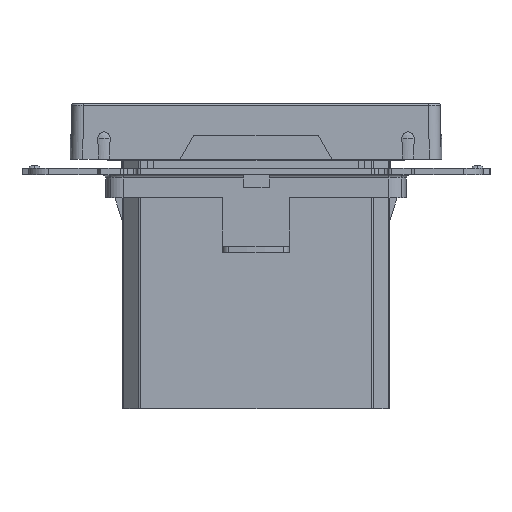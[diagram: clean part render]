
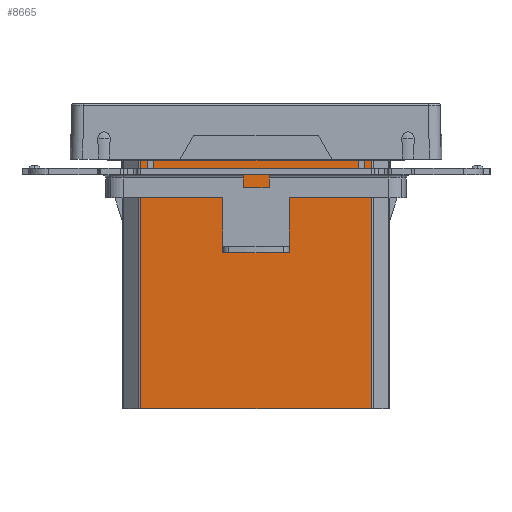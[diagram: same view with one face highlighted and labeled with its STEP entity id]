
A CAD part, left-side view. The second image highlights one B-rep face of the part: STEP entity #8665.
In plain terms, the highlighted face is planar.
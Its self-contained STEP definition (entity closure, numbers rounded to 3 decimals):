
#111 = LINE ( 'NONE', #10093, #12513 ) ;
#308 = VERTEX_POINT ( 'NONE', #18442 ) ;
#366 = ORIENTED_EDGE ( 'NONE', *, *, #6272, .F. ) ;
#396 = ORIENTED_EDGE ( 'NONE', *, *, #10164, .F. ) ;
#488 = CARTESIAN_POINT ( 'NONE',  ( -5.958, 14.908, 8.55 ) ) ;
#674 = VERTEX_POINT ( 'NONE', #1594 ) ;
#761 = LINE ( 'NONE', #14064, #5296 ) ;
#779 = LINE ( 'NONE', #10440, #17448 ) ;
#1025 = CARTESIAN_POINT ( 'NONE',  ( -5.958, 10.215, 8.55 ) ) ;
#1263 = DIRECTION ( 'NONE',  ( 0., 0., -1. ) ) ;
#1380 = ORIENTED_EDGE ( 'NONE', *, *, #14408, .T. ) ;
#1594 = CARTESIAN_POINT ( 'NONE',  ( -5.958, 11.208, 12.55 ) ) ;
#1656 = ORIENTED_EDGE ( 'NONE', *, *, #12313, .T. ) ;
#1733 = VERTEX_POINT ( 'NONE', #8711 ) ;
#1767 = DIRECTION ( 'NONE',  ( 0., -1., 0. ) ) ;
#2271 = CARTESIAN_POINT ( 'NONE',  ( -5.958, 30.732, 8.55 ) ) ;
#2293 = ORIENTED_EDGE ( 'NONE', *, *, #13632, .T. ) ;
#2322 = DIRECTION ( 'NONE',  ( 0., 1., 0. ) ) ;
#2505 = DIRECTION ( 'NONE',  ( 0., 0., 1. ) ) ;
#2556 = CARTESIAN_POINT ( 'NONE',  ( -5.958, 43.208, 12.55 ) ) ;
#2755 = CARTESIAN_POINT ( 'NONE',  ( -5.958, 44.108, 12.55 ) ) ;
#2766 = CARTESIAN_POINT ( 'NONE',  ( -5.958, 12.108, 8.55 ) ) ;
#3382 = CARTESIAN_POINT ( 'NONE',  ( -5.958, 43.208, 8.55 ) ) ;
#3494 = LINE ( 'NONE', #16470, #12783 ) ;
#3597 = LINE ( 'NONE', #10127, #10178 ) ;
#3628 = VERTEX_POINT ( 'NONE', #15435 ) ;
#3821 = VECTOR ( 'NONE', #2322, 1000. ) ;
#4179 = CARTESIAN_POINT ( 'NONE',  ( -5.958, 27.658, 8.55 ) ) ;
#4333 = VERTEX_POINT ( 'NONE', #11690 ) ;
#4466 = VECTOR ( 'NONE', #20401, 1000. ) ;
#4879 = DIRECTION ( 'NONE',  ( 0., 0., 1. ) ) ;
#5296 = VECTOR ( 'NONE', #7613, 1000. ) ;
#5776 = DIRECTION ( 'NONE',  ( 0., -1., 0. ) ) ;
#6272 = EDGE_CURVE ( 'NONE', #16036, #20795, #3494, .T. ) ;
#6349 = VECTOR ( 'NONE', #4879, 1000. ) ;
#7392 = LINE ( 'NONE', #7712, #15596 ) ;
#7613 = DIRECTION ( 'NONE',  ( 0., 0., 1. ) ) ;
#7712 = CARTESIAN_POINT ( 'NONE',  ( -5.958, 14.908, 8.55 ) ) ;
#7733 = LINE ( 'NONE', #9241, #4466 ) ;
#7783 = EDGE_CURVE ( 'NONE', #9554, #308, #761, .T. ) ;
#8009 = EDGE_CURVE ( 'NONE', #14307, #10358, #111, .T. ) ;
#8355 = EDGE_CURVE ( 'NONE', #4333, #9554, #7392, .T. ) ;
#8399 = CARTESIAN_POINT ( 'NONE',  ( -5.958, 11.208, 5.35 ) ) ;
#8634 = DIRECTION ( 'NONE',  ( 0., 0., -1. ) ) ;
#8665 = ADVANCED_FACE ( 'NONE', ( #18946 ), #12317, .T. ) ;
#8711 = CARTESIAN_POINT ( 'NONE',  ( -5.958, 12.108, 12.55 ) ) ;
#8935 = VECTOR ( 'NONE', #12722, 1000. ) ;
#9054 = LINE ( 'NONE', #1025, #8935 ) ;
#9241 = CARTESIAN_POINT ( 'NONE',  ( -5.958, 10.215, 46.101 ) ) ;
#9405 = DIRECTION ( 'NONE',  ( 1., 0., 0. ) ) ;
#9554 = VERTEX_POINT ( 'NONE', #12778 ) ;
#9805 = AXIS2_PLACEMENT_3D ( 'NONE', #17355, #9405, #11019 ) ;
#9832 = LINE ( 'NONE', #14569, #18372 ) ;
#9881 = CARTESIAN_POINT ( 'NONE',  ( -5.958, 10.215, 12.55 ) ) ;
#10013 = LINE ( 'NONE', #8399, #6349 ) ;
#10093 = CARTESIAN_POINT ( 'NONE',  ( -5.958, 10.215, 12.55 ) ) ;
#10127 = CARTESIAN_POINT ( 'NONE',  ( -5.958, 12.108, 5.35 ) ) ;
#10164 = EDGE_CURVE ( 'NONE', #14307, #18809, #9832, .T. ) ;
#10178 = VECTOR ( 'NONE', #10659, 1000. ) ;
#10358 = VERTEX_POINT ( 'NONE', #2755 ) ;
#10440 = CARTESIAN_POINT ( 'NONE',  ( -5.958, 10.215, 5.35 ) ) ;
#10461 = ORIENTED_EDGE ( 'NONE', *, *, #7783, .T. ) ;
#10642 = EDGE_CURVE ( 'NONE', #15312, #1733, #3597, .T. ) ;
#10659 = DIRECTION ( 'NONE',  ( 0., 0., 1. ) ) ;
#10913 = EDGE_CURVE ( 'NONE', #11931, #15312, #20366, .T. ) ;
#11019 = DIRECTION ( 'NONE',  ( 0., 0., -1. ) ) ;
#11503 = EDGE_CURVE ( 'NONE', #20795, #3628, #779, .T. ) ;
#11690 = CARTESIAN_POINT ( 'NONE',  ( -5.958, 44.108, 8.55 ) ) ;
#11801 = ORIENTED_EDGE ( 'NONE', *, *, #11503, .F. ) ;
#11931 = VERTEX_POINT ( 'NONE', #17429 ) ;
#12067 = VECTOR ( 'NONE', #19318, 1000. ) ;
#12313 = EDGE_CURVE ( 'NONE', #308, #3628, #7733, .T. ) ;
#12317 = PLANE ( 'NONE',  #9805 ) ;
#12436 = ORIENTED_EDGE ( 'NONE', *, *, #8009, .T. ) ;
#12513 = VECTOR ( 'NONE', #12897, 1000. ) ;
#12722 = DIRECTION ( 'NONE',  ( 0., -1., 0. ) ) ;
#12778 = CARTESIAN_POINT ( 'NONE',  ( -5.958, 45.101, 8.55 ) ) ;
#12783 = VECTOR ( 'NONE', #1767, 1000. ) ;
#12897 = DIRECTION ( 'NONE',  ( 0., 1., 0. ) ) ;
#13114 = EDGE_CURVE ( 'NONE', #15544, #18809, #17010, .T. ) ;
#13175 = EDGE_CURVE ( 'NONE', #15544, #11931, #9054, .T. ) ;
#13518 = ORIENTED_EDGE ( 'NONE', *, *, #13114, .T. ) ;
#13632 = EDGE_CURVE ( 'NONE', #674, #1733, #17722, .T. ) ;
#14064 = CARTESIAN_POINT ( 'NONE',  ( -5.958, 45.101, 5.35 ) ) ;
#14270 = DIRECTION ( 'NONE',  ( 0., 1., 0. ) ) ;
#14307 = VERTEX_POINT ( 'NONE', #2556 ) ;
#14408 = EDGE_CURVE ( 'NONE', #16036, #674, #10013, .T. ) ;
#14564 = LINE ( 'NONE', #15958, #18726 ) ;
#14569 = CARTESIAN_POINT ( 'NONE',  ( -5.958, 43.208, 5.35 ) ) ;
#15312 = VERTEX_POINT ( 'NONE', #2766 ) ;
#15435 = CARTESIAN_POINT ( 'NONE',  ( -5.958, 10.215, 46.101 ) ) ;
#15544 = VERTEX_POINT ( 'NONE', #2271 ) ;
#15596 = VECTOR ( 'NONE', #14270, 1000. ) ;
#15629 = CARTESIAN_POINT ( 'NONE',  ( -5.958, 11.208, 8.55 ) ) ;
#15958 = CARTESIAN_POINT ( 'NONE',  ( -5.958, 44.108, 5.35 ) ) ;
#16036 = VERTEX_POINT ( 'NONE', #15629 ) ;
#16470 = CARTESIAN_POINT ( 'NONE',  ( -5.958, 27.658, 8.55 ) ) ;
#16473 = EDGE_LOOP ( 'NONE', ( #19220, #18953, #19143, #13518, #396, #12436, #18332, #18043, #10461, #1656, #11801, #366, #1380, #2293 ) ) ;
#17010 = LINE ( 'NONE', #488, #3821 ) ;
#17355 = CARTESIAN_POINT ( 'NONE',  ( -5.958, 10.215, 5.35 ) ) ;
#17429 = CARTESIAN_POINT ( 'NONE',  ( -5.958, 24.584, 8.55 ) ) ;
#17448 = VECTOR ( 'NONE', #2505, 1000. ) ;
#17722 = LINE ( 'NONE', #9881, #12067 ) ;
#18043 = ORIENTED_EDGE ( 'NONE', *, *, #8355, .T. ) ;
#18332 = ORIENTED_EDGE ( 'NONE', *, *, #20198, .T. ) ;
#18372 = VECTOR ( 'NONE', #8634, 1000. ) ;
#18442 = CARTESIAN_POINT ( 'NONE',  ( -5.958, 45.101, 46.101 ) ) ;
#18726 = VECTOR ( 'NONE', #1263, 1000. ) ;
#18809 = VERTEX_POINT ( 'NONE', #3382 ) ;
#18946 = FACE_OUTER_BOUND ( 'NONE', #16473, .T. ) ;
#18953 = ORIENTED_EDGE ( 'NONE', *, *, #10913, .F. ) ;
#19143 = ORIENTED_EDGE ( 'NONE', *, *, #13175, .F. ) ;
#19220 = ORIENTED_EDGE ( 'NONE', *, *, #10642, .F. ) ;
#19318 = DIRECTION ( 'NONE',  ( 0., 1., 0. ) ) ;
#20198 = EDGE_CURVE ( 'NONE', #10358, #4333, #14564, .T. ) ;
#20366 = LINE ( 'NONE', #4179, #21182 ) ;
#20401 = DIRECTION ( 'NONE',  ( 0., -1., 0. ) ) ;
#20795 = VERTEX_POINT ( 'NONE', #20913 ) ;
#20913 = CARTESIAN_POINT ( 'NONE',  ( -5.958, 10.215, 8.55 ) ) ;
#21182 = VECTOR ( 'NONE', #5776, 1000. ) ;
